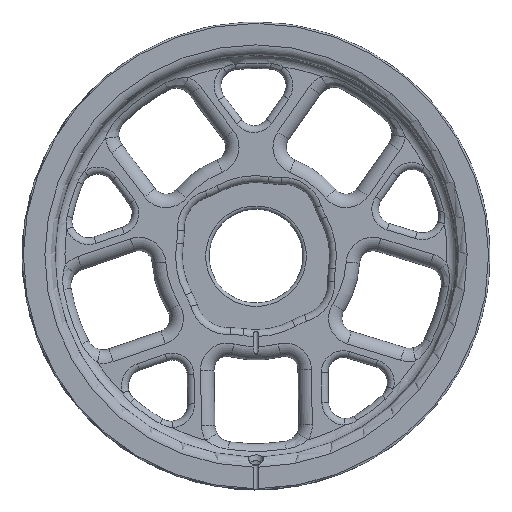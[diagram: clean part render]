
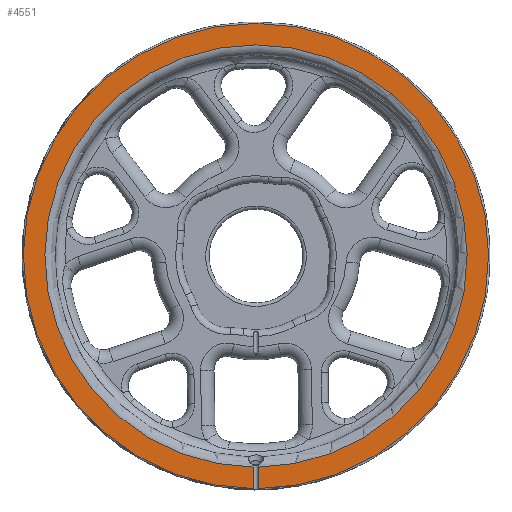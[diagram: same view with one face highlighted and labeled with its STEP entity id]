
A CAD part, top view. The second image highlights one B-rep face of the part: STEP entity #4551.
In plain terms, the highlighted planar face has unit normal (0, 0, 1).
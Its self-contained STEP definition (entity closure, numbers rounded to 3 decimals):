
#82=PLANE('',#4958);
#154=CIRCLE('',#4844,31.5);
#255=CIRCLE('',#4957,34.713);
#658=FACE_OUTER_BOUND('',#953,.T.);
#953=EDGE_LOOP('',(#3191,#3192,#3193,#3194));
#1342=LINE('',#8005,#1590);
#1343=LINE('',#8035,#1591);
#1590=VECTOR('',#5781,10.);
#1591=VECTOR('',#5782,10.);
#1827=VERTEX_POINT('',#7254);
#1828=VERTEX_POINT('',#7259);
#1949=VERTEX_POINT('',#8004);
#1950=VERTEX_POINT('',#8020);
#2257=EDGE_CURVE('',#1827,#1828,#154,.T.);
#2401=EDGE_CURVE('',#1949,#1828,#1342,.T.);
#2404=EDGE_CURVE('',#1827,#1950,#1343,.T.);
#2405=EDGE_CURVE('',#1949,#1950,#255,.T.);
#3191=ORIENTED_EDGE('',*,*,#2404,.T.);
#3192=ORIENTED_EDGE('',*,*,#2405,.F.);
#3193=ORIENTED_EDGE('',*,*,#2401,.T.);
#3194=ORIENTED_EDGE('',*,*,#2257,.F.);
#4551=ADVANCED_FACE('',(#658),#82,.F.);
#4844=AXIS2_PLACEMENT_3D('',#7260,#5534,#5535);
#4957=AXIS2_PLACEMENT_3D('',#8037,#5785,#5786);
#4958=AXIS2_PLACEMENT_3D('',#8038,#5787,#5788);
#5534=DIRECTION('center_axis',(0.,0.,
1.));
#5535=DIRECTION('ref_axis',(0.819,-0.574,0.));
#5781=DIRECTION('',(0.,1.,0.));
#5782=DIRECTION('',(0.,-1.,0.));
#5785=DIRECTION('center_axis',(0.,0.,
-1.));
#5786=DIRECTION('ref_axis',(-0.819,0.574,0.));
#5787=DIRECTION('center_axis',(0.,0.,
-1.));
#5788=DIRECTION('ref_axis',(0.819,-0.574,0.));
#7254=CARTESIAN_POINT('',(0.35,-31.498,14.8));
#7259=CARTESIAN_POINT('',(-0.35,-31.498,14.8));
#7260=CARTESIAN_POINT('Origin',(0.,0.,14.8));
#8004=CARTESIAN_POINT('',(-0.35,-34.711,14.8));
#8005=CARTESIAN_POINT('',(-0.35,-35.,14.8));
#8020=CARTESIAN_POINT('',(0.35,-34.711,14.8));
#8035=CARTESIAN_POINT('',(0.35,-35.,14.8));
#8037=CARTESIAN_POINT('Origin',(0.,0.,14.8));
#8038=CARTESIAN_POINT('Origin',(0.,0.,14.8));
